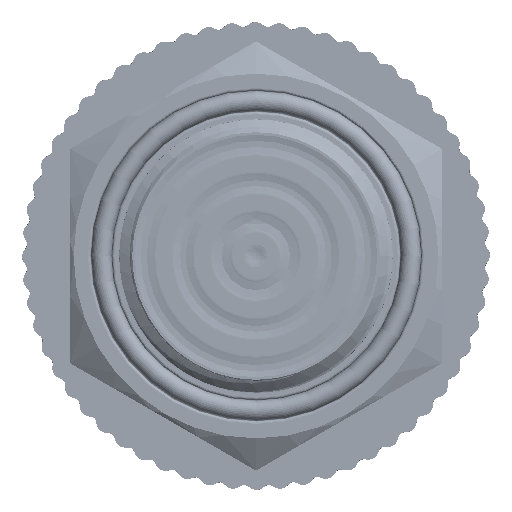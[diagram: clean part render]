
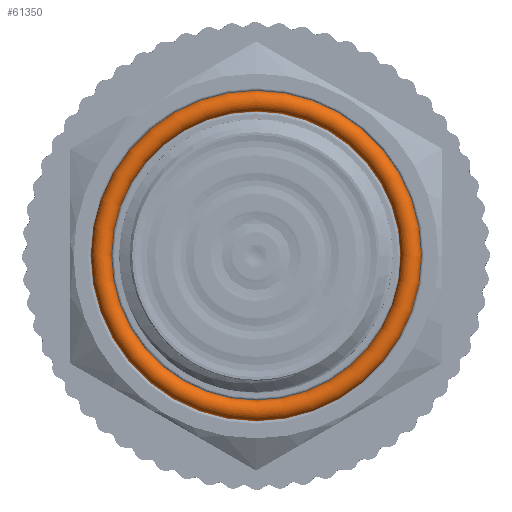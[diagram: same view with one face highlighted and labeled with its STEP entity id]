
A CAD part, left-side view. The second image highlights one B-rep face of the part: STEP entity #61350.
In plain terms, the highlighted toroidal (fillet/blend) face has major radius 11.25 mm and minor radius 0.75 mm.
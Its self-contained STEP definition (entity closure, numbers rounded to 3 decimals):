
#5883=TOROIDAL_SURFACE('',#69368,11.25,0.75);
#11717=FACE_OUTER_BOUND('',#15817,.T.);
#15817=EDGE_LOOP('',(#57033,#57034,#57035,#57036));
#16702=CIRCLE('',#69369,0.75);
#16703=CIRCLE('',#69370,10.5);
#29205=VERTEX_POINT('',#145322);
#38481=EDGE_CURVE('',#29205,#29205,#16702,.T.);
#38482=EDGE_CURVE('',#29205,#29205,#16703,.T.);
#57033=ORIENTED_EDGE('',*,*,#38481,.F.);
#57034=ORIENTED_EDGE('',*,*,#38482,.T.);
#57035=ORIENTED_EDGE('',*,*,#38481,.T.);
#57036=ORIENTED_EDGE('',*,*,#38482,.F.);
#61350=ADVANCED_FACE('',(#11717),#5883,.T.);
#69368=AXIS2_PLACEMENT_3D('',#145321,#87799,#87800);
#69369=AXIS2_PLACEMENT_3D('',#145323,#87801,#87802);
#69370=AXIS2_PLACEMENT_3D('',#145324,#87803,#87804);
#87799=DIRECTION('center_axis',(1.,0.,0.));
#87800=DIRECTION('ref_axis',(0.,0.,-1.));
#87801=DIRECTION('center_axis',(0.,-1.,0.));
#87802=DIRECTION('ref_axis',(0.,0.,1.));
#87803=DIRECTION('center_axis',(-1.,0.,0.));
#87804=DIRECTION('ref_axis',(0.,0.,-1.));
#145321=CARTESIAN_POINT('Origin',(15.2,0.,0.));
#145322=CARTESIAN_POINT('',(15.2,0.,10.5));
#145323=CARTESIAN_POINT('Origin',(15.2,0.,11.25));
#145324=CARTESIAN_POINT('Origin',(15.2,0.,0.));
